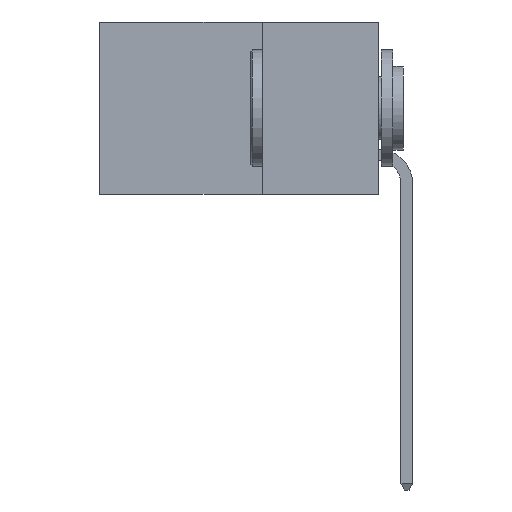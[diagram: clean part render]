
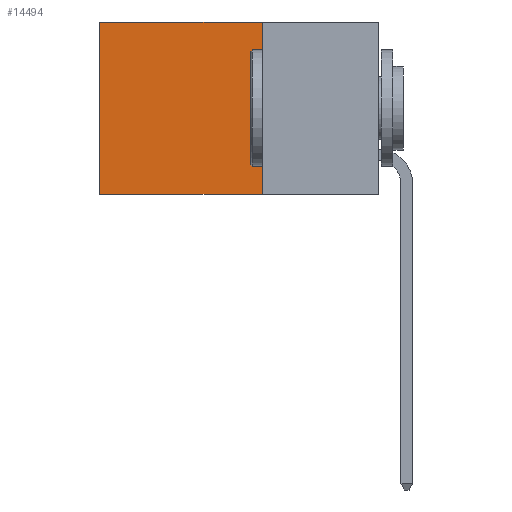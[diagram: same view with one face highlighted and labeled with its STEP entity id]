
A CAD part, left-side view. The second image highlights one B-rep face of the part: STEP entity #14494.
In plain terms, the highlighted planar face has unit normal (-1, 0, 0).
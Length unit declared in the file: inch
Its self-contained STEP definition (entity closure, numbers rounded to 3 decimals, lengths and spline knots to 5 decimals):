
#203 = AXIS2_PLACEMENT_3D ( 'NONE', #8422, #18743, #9954 ) ;
#630 = DIRECTION ( 'NONE',  ( 0., 1., 0. ) ) ;
#720 = CARTESIAN_POINT ( 'NONE',  ( 0.2615, 0.25, -0.37 ) ) ;
#1032 = LINE ( 'NONE', #720, #12467 ) ;
#1431 = VECTOR ( 'NONE', #4121, 39.37008 ) ;
#1650 = DIRECTION ( 'NONE',  ( 0., 0., -1. ) ) ;
#2062 = VECTOR ( 'NONE', #4123, 39.37008 ) ;
#2145 = VERTEX_POINT ( 'NONE', #8953 ) ;
#3354 = EDGE_CURVE ( 'NONE', #2145, #11369, #1032, .T. ) ;
#3429 = VERTEX_POINT ( 'NONE', #15195 ) ;
#4121 = DIRECTION ( 'NONE',  ( 0., 1., 0. ) ) ;
#4123 = DIRECTION ( 'NONE',  ( 0., 0., -1. ) ) ;
#4447 = CARTESIAN_POINT ( 'NONE',  ( 0.2615, 0.25, 0. ) ) ;
#4626 = VECTOR ( 'NONE', #1650, 39.37008 ) ;
#4678 = ORIENTED_EDGE ( 'NONE', *, *, #18155, .T. ) ;
#5419 = PLANE ( 'NONE',  #203 ) ;
#5449 = EDGE_CURVE ( 'NONE', #3429, #9185, #9808, .T. ) ;
#6746 = ORIENTED_EDGE ( 'NONE', *, *, #11913, .F. ) ;
#7196 = ORIENTED_EDGE ( 'NONE', *, *, #5449, .T. ) ;
#8422 = CARTESIAN_POINT ( 'NONE',  ( 0.2615, 0.25, -0.37 ) ) ;
#8767 = CARTESIAN_POINT ( 'NONE',  ( 0.2615, 0.6, -0.37 ) ) ;
#8935 = CARTESIAN_POINT ( 'NONE',  ( 0.2615, 0.6, -0.37 ) ) ;
#8953 = CARTESIAN_POINT ( 'NONE',  ( 0.2615, 0.25, -0.37 ) ) ;
#9185 = VERTEX_POINT ( 'NONE', #12245 ) ;
#9808 = LINE ( 'NONE', #4447, #1431 ) ;
#9954 = DIRECTION ( 'NONE',  ( 0., 0., -1. ) ) ;
#11369 = VERTEX_POINT ( 'NONE', #8767 ) ;
#11913 = EDGE_CURVE ( 'NONE', #3429, #2145, #13483, .T. ) ;
#12143 = LINE ( 'NONE', #8935, #4626 ) ;
#12245 = CARTESIAN_POINT ( 'NONE',  ( 0.2615, 0.6, 0. ) ) ;
#12467 = VECTOR ( 'NONE', #630, 39.37008 ) ;
#13079 = CARTESIAN_POINT ( 'NONE',  ( 0.2615, 0.25, -0.37 ) ) ;
#13483 = LINE ( 'NONE', #13079, #2062 ) ;
#14494 = ADVANCED_FACE ( 'NONE', ( #15707 ), #5419, .F. ) ;
#15195 = CARTESIAN_POINT ( 'NONE',  ( 0.2615, 0.25, 0. ) ) ;
#15521 = EDGE_LOOP ( 'NONE', ( #4678, #17411, #6746, #7196 ) ) ;
#15707 = FACE_OUTER_BOUND ( 'NONE', #15521, .T. ) ;
#17411 = ORIENTED_EDGE ( 'NONE', *, *, #3354, .F. ) ;
#18155 = EDGE_CURVE ( 'NONE', #9185, #11369, #12143, .T. ) ;
#18743 = DIRECTION ( 'NONE',  ( 1., 0., 0. ) ) ;
